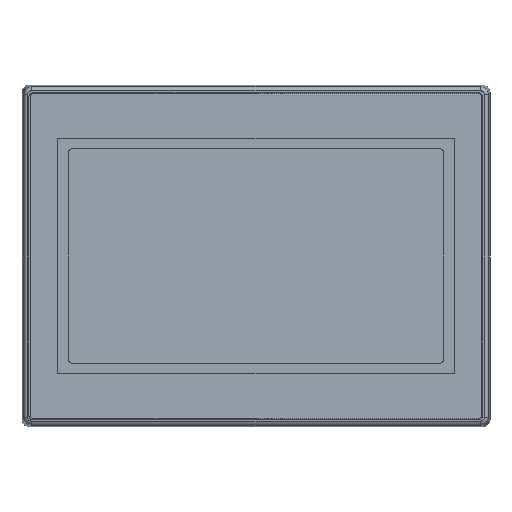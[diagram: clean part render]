
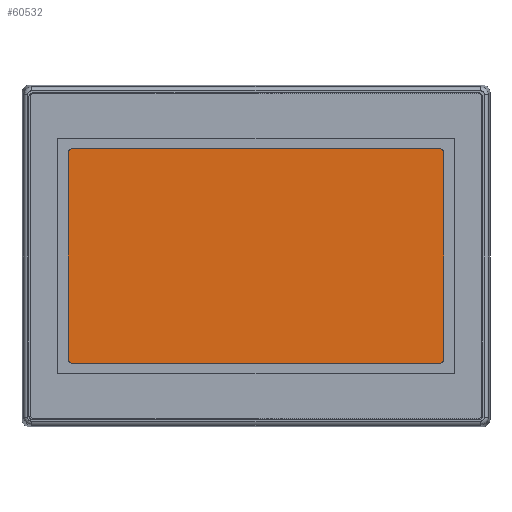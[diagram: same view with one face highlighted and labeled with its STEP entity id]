
A CAD part, front view. The second image highlights one B-rep face of the part: STEP entity #60532.
In plain terms, the highlighted planar face has unit normal (0, -1, 0).
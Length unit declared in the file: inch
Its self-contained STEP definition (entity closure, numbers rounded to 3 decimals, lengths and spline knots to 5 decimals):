
#100 = VECTOR ( 'NONE', #80634, 39.37008 ) ;
#806 = EDGE_CURVE ( 'NONE', #50340, #84645, #1511, .T. ) ;
#1511 = CIRCLE ( 'NONE', #69676, 0.03937 ) ;
#1651 = CARTESIAN_POINT ( 'NONE',  ( -2.14075, -0.34449, 1.04626 ) ) ;
#2394 = DIRECTION ( 'NONE',  ( 0., 0., 1. ) ) ;
#2542 = CIRCLE ( 'NONE', #46230, 0.03937 ) ;
#4383 = AXIS2_PLACEMENT_3D ( 'NONE', #95965, #50947, #5834 ) ;
#5522 = CARTESIAN_POINT ( 'NONE',  ( 1.63878, -0.34449, -1.0561 ) ) ;
#5834 = DIRECTION ( 'NONE',  ( 0., 0., -1. ) ) ;
#7200 = CARTESIAN_POINT ( 'NONE',  ( -2.14075, -0.34449, 1.08563 ) ) ;
#7503 = EDGE_CURVE ( 'NONE', #34920, #93912, #2542, .T. ) ;
#8847 = FACE_OUTER_BOUND ( 'NONE', #91864, .T. ) ;
#9182 = DIRECTION ( 'NONE',  ( 0., 0., -1. ) ) ;
#11935 = CARTESIAN_POINT ( 'NONE',  ( 1.59941, -0.34449, -1.0561 ) ) ;
#15767 = EDGE_CURVE ( 'NONE', #53941, #90813, #53292, .T. ) ;
#15859 = AXIS2_PLACEMENT_3D ( 'NONE', #78378, #33378, #85963 ) ;
#16862 = CARTESIAN_POINT ( 'NONE',  ( -2.18012, -0.34449, -1.09547 ) ) ;
#17619 = EDGE_CURVE ( 'NONE', #50340, #37414, #65864, .T. ) ;
#18041 = VERTEX_POINT ( 'NONE', #7200 ) ;
#19507 = DIRECTION ( 'NONE',  ( 0., 0., -1. ) ) ;
#20791 = CARTESIAN_POINT ( 'NONE',  ( 1.63878, -0.34449, 1.08563 ) ) ;
#23469 = VECTOR ( 'NONE', #47802, 39.37008 ) ;
#24591 = EDGE_CURVE ( 'NONE', #53941, #37414, #63298, .T. ) ;
#28585 = DIRECTION ( 'NONE',  ( 1., 0., 0. ) ) ;
#29379 = ORIENTED_EDGE ( 'NONE', *, *, #806, .T. ) ;
#30689 = CARTESIAN_POINT ( 'NONE',  ( -2.18012, -0.34449, -1.0561 ) ) ;
#33309 = VECTOR ( 'NONE', #2394, 39.37008 ) ;
#33378 = DIRECTION ( 'NONE',  ( 0., -1., 0. ) ) ;
#34920 = VERTEX_POINT ( 'NONE', #78309 ) ;
#35780 = DIRECTION ( 'NONE',  ( 0., -1., 0. ) ) ;
#35837 = PLANE ( 'NONE',  #4383 ) ;
#37414 = VERTEX_POINT ( 'NONE', #82879 ) ;
#40148 = LINE ( 'NONE', #20791, #100 ) ;
#46230 = AXIS2_PLACEMENT_3D ( 'NONE', #80758, #35780, #88354 ) ;
#46589 = CARTESIAN_POINT ( 'NONE',  ( 1.59941, -0.34449, -1.09547 ) ) ;
#47710 = LINE ( 'NONE', #81184, #62936 ) ;
#47802 = DIRECTION ( 'NONE',  ( -1., 0., 0. ) ) ;
#48868 = ORIENTED_EDGE ( 'NONE', *, *, #24591, .T. ) ;
#50340 = VERTEX_POINT ( 'NONE', #46589 ) ;
#50947 = DIRECTION ( 'NONE',  ( 0., 1., 0. ) ) ;
#53292 = LINE ( 'NONE', #16862, #33309 ) ;
#53941 = VERTEX_POINT ( 'NONE', #30689 ) ;
#54282 = DIRECTION ( 'NONE',  ( 0., -1., 0. ) ) ;
#60532 = ADVANCED_FACE ( 'NONE', ( #8847 ), #35837, .F. ) ;
#62936 = VECTOR ( 'NONE', #28585, 39.37008 ) ;
#63298 = CIRCLE ( 'NONE', #15859, 0.03937 ) ;
#64592 = DIRECTION ( 'NONE',  ( 0., -1., 0. ) ) ;
#65864 = LINE ( 'NONE', #85217, #23469 ) ;
#65910 = ORIENTED_EDGE ( 'NONE', *, *, #17619, .F. ) ;
#69676 = AXIS2_PLACEMENT_3D ( 'NONE', #11935, #64592, #19507 ) ;
#73635 = ORIENTED_EDGE ( 'NONE', *, *, #15767, .F. ) ;
#74868 = ORIENTED_EDGE ( 'NONE', *, *, #77495, .T. ) ;
#77495 = EDGE_CURVE ( 'NONE', #18041, #90813, #89160, .T. ) ;
#78309 = CARTESIAN_POINT ( 'NONE',  ( 1.63878, -0.34449, 1.04626 ) ) ;
#78378 = CARTESIAN_POINT ( 'NONE',  ( -2.14075, -0.34449, -1.0561 ) ) ;
#78499 = ORIENTED_EDGE ( 'NONE', *, *, #95764, .F. ) ;
#79361 = CARTESIAN_POINT ( 'NONE',  ( -2.18012, -0.34449, 1.04626 ) ) ;
#80614 = CARTESIAN_POINT ( 'NONE',  ( 1.59941, -0.34449, 1.08563 ) ) ;
#80634 = DIRECTION ( 'NONE',  ( 0., 0., -1. ) ) ;
#80758 = CARTESIAN_POINT ( 'NONE',  ( 1.59941, -0.34449, 1.04626 ) ) ;
#81184 = CARTESIAN_POINT ( 'NONE',  ( -2.16831, -0.34449, 1.08563 ) ) ;
#81267 = EDGE_CURVE ( 'NONE', #18041, #93912, #47710, .T. ) ;
#82879 = CARTESIAN_POINT ( 'NONE',  ( -2.14075, -0.34449, -1.09547 ) ) ;
#84645 = VERTEX_POINT ( 'NONE', #5522 ) ;
#85217 = CARTESIAN_POINT ( 'NONE',  ( 1.62697, -0.34449, -1.09547 ) ) ;
#85963 = DIRECTION ( 'NONE',  ( 0., 0., -1. ) ) ;
#86746 = AXIS2_PLACEMENT_3D ( 'NONE', #1651, #54282, #9182 ) ;
#87701 = ORIENTED_EDGE ( 'NONE', *, *, #7503, .T. ) ;
#88354 = DIRECTION ( 'NONE',  ( 0., 0., -1. ) ) ;
#89160 = CIRCLE ( 'NONE', #86746, 0.03937 ) ;
#90813 = VERTEX_POINT ( 'NONE', #79361 ) ;
#91864 = EDGE_LOOP ( 'NONE', ( #73635, #48868, #65910, #29379, #78499, #87701, #94839, #74868 ) ) ;
#93912 = VERTEX_POINT ( 'NONE', #80614 ) ;
#94839 = ORIENTED_EDGE ( 'NONE', *, *, #81267, .F. ) ;
#95764 = EDGE_CURVE ( 'NONE', #34920, #84645, #40148, .T. ) ;
#95965 = CARTESIAN_POINT ( 'NONE',  ( 0.29134, -0.34449, 0.56299 ) ) ;
